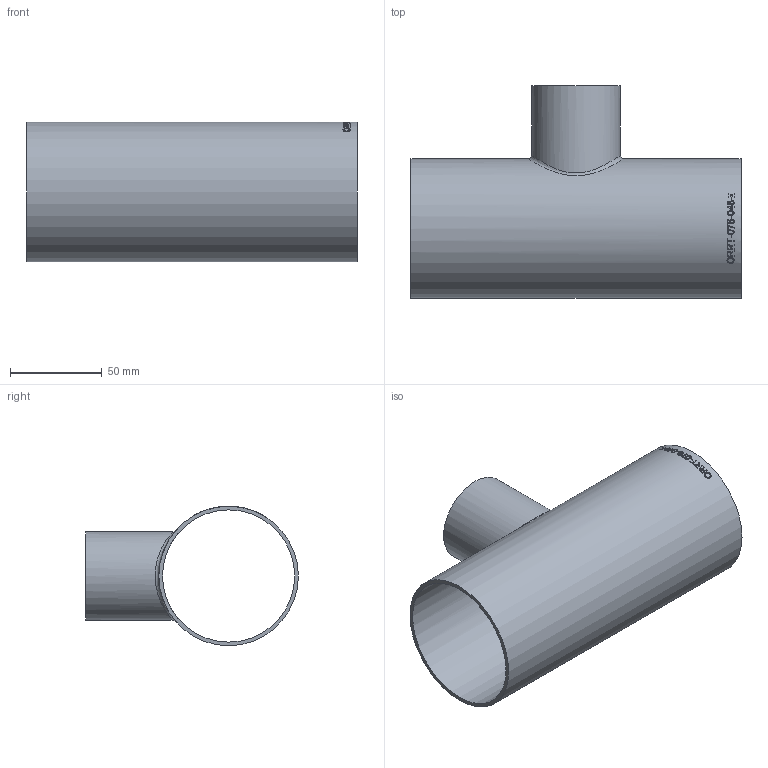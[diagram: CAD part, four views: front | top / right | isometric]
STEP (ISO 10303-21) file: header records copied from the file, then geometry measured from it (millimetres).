
FILE_DESCRIPTION (( 'STEP AP214' ), '1' );
FILE_NAME ('ORRT-076-048-x T-Stück reduziert 2004.STEP', '2020-04-08T06:48:12', ( '' ), ( '' ), 'SwSTEP 2.0', 'SolidWorks 2019', '' );
FILE_SCHEMA (( 'AUTOMOTIVE_DESIGN' ));
Length unit declared in the file: millimetre
Products named in the file (1): ORRT-076-048-x T-Stück reduziert 2004
Bounding box: 180 x 116.05 x 76.1 mm (x, y, z)
Volume: 93240.6 mm3; surface area: 94384 mm2
Topology: 1 solids, 1 shells, 187 faces, 484 edges, 322 vertices
Faces by surface type: bspline 98, plane 62, cylinder 27
Full cylindrical faces by diameter (mm): 44.3 x1, 48.3 x1, 72.1 x1, 76.1 x1
Entity records: 23075 total; most frequent: CARTESIAN_POINT 17460, ORIENTED_EDGE 950, EDGE_CURVE 475, DIRECTION 425, VERTEX_POINT 320, B_SPLINE_CURVE_WITH_KNOTS 306, EDGE_LOOP 221, FACE_OUTER_BOUND 193
